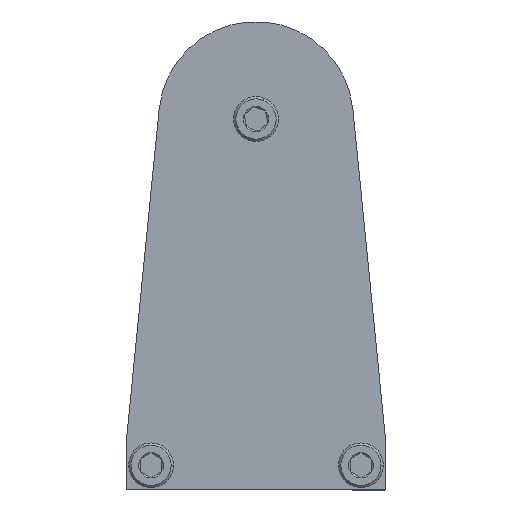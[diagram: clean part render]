
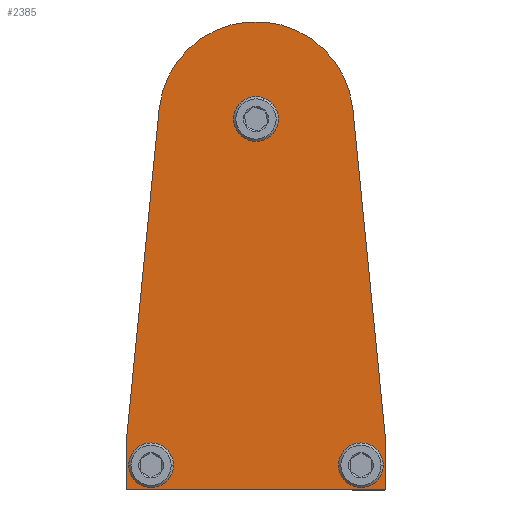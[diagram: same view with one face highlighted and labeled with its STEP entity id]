
A CAD part, front view. The second image highlights one B-rep face of the part: STEP entity #2385.
In plain terms, the highlighted planar face has unit normal (0, -1, 0).
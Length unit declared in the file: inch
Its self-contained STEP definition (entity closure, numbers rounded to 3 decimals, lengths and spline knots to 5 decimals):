
#70 = ORIENTED_EDGE ( 'NONE', *, *, #11968, .F. ) ;
#159 = ORIENTED_EDGE ( 'NONE', *, *, #5961, .T. ) ;
#257 = CIRCLE ( 'NONE', #3514, 0.067 ) ;
#304 = CARTESIAN_POINT ( 'NONE',  ( 0.48961, 0., 0.0484 ) ) ;
#374 = ORIENTED_EDGE ( 'NONE', *, *, #8000, .F. ) ;
#397 = DIRECTION ( 'NONE',  ( 0., 0., -1. ) ) ;
#413 = DIRECTION ( 'NONE',  ( 0., 1., 0. ) ) ;
#820 = CARTESIAN_POINT ( 'NONE',  ( -0.655, 0., -1.8745 ) ) ;
#919 = CARTESIAN_POINT ( 'NONE',  ( 0.53033, 0., -1.7495 ) ) ;
#941 = VERTEX_POINT ( 'NONE', #9369 ) ;
#949 = ORIENTED_EDGE ( 'NONE', *, *, #8762, .T. ) ;
#962 = ORIENTED_EDGE ( 'NONE', *, *, #4237, .T. ) ;
#1060 = DIRECTION ( 'NONE',  ( 0., 1., 0. ) ) ;
#1107 = VECTOR ( 'NONE', #5942, 39.37008 ) ;
#1112 = EDGE_CURVE ( 'NONE', #3583, #5484, #1634, .T. ) ;
#1243 = CARTESIAN_POINT ( 'NONE',  ( 0., 0., 0. ) ) ;
#1550 = DIRECTION ( 'NONE',  ( 0., 1., 0. ) ) ;
#1634 = LINE ( 'NONE', #8946, #11337 ) ;
#1670 = EDGE_CURVE ( 'NONE', #7383, #9351, #9712, .T. ) ;
#1682 = EDGE_LOOP ( 'NONE', ( #5014, #6191 ) ) ;
#1754 = DIRECTION ( 'NONE',  ( 0., 0., 1. ) ) ;
#1808 = DIRECTION ( 'NONE',  ( 0., 0., 1. ) ) ;
#1911 = CARTESIAN_POINT ( 'NONE',  ( 0.655, 0., -1.6245 ) ) ;
#1960 = CARTESIAN_POINT ( 'NONE',  ( -0.53033, 0., -1.8165 ) ) ;
#2209 = ORIENTED_EDGE ( 'NONE', *, *, #10331, .F. ) ;
#2286 = AXIS2_PLACEMENT_3D ( 'NONE', #1243, #12177, #7085 ) ;
#2385 = ADVANCED_FACE ( 'NONE', ( #7293, #9789, #4780, #2609 ), #7254, .F. ) ;
#2609 = FACE_BOUND ( 'NONE', #1682, .T. ) ;
#2685 = EDGE_CURVE ( 'NONE', #7465, #4345, #257, .T. ) ;
#2836 = EDGE_LOOP ( 'NONE', ( #10563, #159 ) ) ;
#3112 = CARTESIAN_POINT ( 'NONE',  ( 0., 0., -0.067 ) ) ;
#3205 = VERTEX_POINT ( 'NONE', #3112 ) ;
#3514 = AXIS2_PLACEMENT_3D ( 'NONE', #919, #413, #397 ) ;
#3583 = VERTEX_POINT ( 'NONE', #7652 ) ;
#3901 = LINE ( 'NONE', #4415, #1107 ) ;
#3971 = DIRECTION ( 'NONE',  ( 0., 0., 1. ) ) ;
#4055 = AXIS2_PLACEMENT_3D ( 'NONE', #11208, #1060, #5478 ) ;
#4093 = CIRCLE ( 'NONE', #10464, 0.067 ) ;
#4237 = EDGE_CURVE ( 'NONE', #941, #9115, #4093, .T. ) ;
#4345 = VERTEX_POINT ( 'NONE', #8828 ) ;
#4415 = CARTESIAN_POINT ( 'NONE',  ( 0.655, 0., -1.6245 ) ) ;
#4435 = AXIS2_PLACEMENT_3D ( 'NONE', #9123, #5276, #3971 ) ;
#4474 = DIRECTION ( 'NONE',  ( 0., 1., 0. ) ) ;
#4780 = FACE_BOUND ( 'NONE', #2836, .T. ) ;
#5014 = ORIENTED_EDGE ( 'NONE', *, *, #2685, .T. ) ;
#5224 = ORIENTED_EDGE ( 'NONE', *, *, #11725, .F. ) ;
#5276 = DIRECTION ( 'NONE',  ( 0., 1., 0. ) ) ;
#5398 = CARTESIAN_POINT ( 'NONE',  ( -0.655, 0., -1.6245 ) ) ;
#5478 = DIRECTION ( 'NONE',  ( 0., 0., 1. ) ) ;
#5484 = VERTEX_POINT ( 'NONE', #5398 ) ;
#5942 = DIRECTION ( 'NONE',  ( 0.098, 0., -0.995 ) ) ;
#5961 = EDGE_CURVE ( 'NONE', #10486, #3205, #7183, .T. ) ;
#5976 = CIRCLE ( 'NONE', #11547, 0.067 ) ;
#6015 = CARTESIAN_POINT ( 'NONE',  ( 0.655, 0., -1.8745 ) ) ;
#6138 = DIRECTION ( 'NONE',  ( 0., 1., 0. ) ) ;
#6191 = ORIENTED_EDGE ( 'NONE', *, *, #10731, .T. ) ;
#6217 = DIRECTION ( 'NONE',  ( 0., 0., -1. ) ) ;
#6218 = DIRECTION ( 'NONE',  ( 0., 0., -1. ) ) ;
#6283 = CARTESIAN_POINT ( 'NONE',  ( 0., 0., 0. ) ) ;
#6412 = CARTESIAN_POINT ( 'NONE',  ( -0.53033, 0., -1.7495 ) ) ;
#6413 = VERTEX_POINT ( 'NONE', #304 ) ;
#6548 = LINE ( 'NONE', #6918, #11246 ) ;
#6833 = DIRECTION ( 'NONE',  ( 0., 0., 1. ) ) ;
#6859 = CIRCLE ( 'NONE', #4435, 0.492 ) ;
#6918 = CARTESIAN_POINT ( 'NONE',  ( -0.655, 0., -1.6245 ) ) ;
#7085 = DIRECTION ( 'NONE',  ( 0., 0., 1. ) ) ;
#7123 = DIRECTION ( 'NONE',  ( 0., 0., 1. ) ) ;
#7154 = EDGE_LOOP ( 'NONE', ( #949, #962 ) ) ;
#7183 = CIRCLE ( 'NONE', #2286, 0.067 ) ;
#7219 = VECTOR ( 'NONE', #6218, 39.37008 ) ;
#7225 = CARTESIAN_POINT ( 'NONE',  ( 0.53033, 0., -1.8165 ) ) ;
#7254 = PLANE ( 'NONE',  #10927 ) ;
#7293 = FACE_BOUND ( 'NONE', #7154, .T. ) ;
#7383 = VERTEX_POINT ( 'NONE', #1911 ) ;
#7465 = VERTEX_POINT ( 'NONE', #7225 ) ;
#7652 = CARTESIAN_POINT ( 'NONE',  ( -0.655, 0., -1.8745 ) ) ;
#7659 = DIRECTION ( 'NONE',  ( 0., 1., 0. ) ) ;
#7937 = CARTESIAN_POINT ( 'NONE',  ( 0.655, 0., -1.8745 ) ) ;
#8000 = EDGE_CURVE ( 'NONE', #11844, #6413, #6859, .T. ) ;
#8119 = AXIS2_PLACEMENT_3D ( 'NONE', #8125, #6138, #1754 ) ;
#8125 = CARTESIAN_POINT ( 'NONE',  ( -0.53033, 0., -1.7495 ) ) ;
#8435 = DIRECTION ( 'NONE',  ( 0.098, 0., 0.995 ) ) ;
#8559 = LINE ( 'NONE', #820, #11104 ) ;
#8673 = ORIENTED_EDGE ( 'NONE', *, *, #1112, .F. ) ;
#8762 = EDGE_CURVE ( 'NONE', #9115, #941, #10102, .T. ) ;
#8828 = CARTESIAN_POINT ( 'NONE',  ( 0.53033, 0., -1.6825 ) ) ;
#8946 = CARTESIAN_POINT ( 'NONE',  ( -0.655, 0., -1.6245 ) ) ;
#9115 = VERTEX_POINT ( 'NONE', #1960 ) ;
#9123 = CARTESIAN_POINT ( 'NONE',  ( 0., 0., 0. ) ) ;
#9351 = VERTEX_POINT ( 'NONE', #6015 ) ;
#9369 = CARTESIAN_POINT ( 'NONE',  ( -0.53033, 0., -1.6825 ) ) ;
#9602 = ORIENTED_EDGE ( 'NONE', *, *, #1670, .F. ) ;
#9624 = CARTESIAN_POINT ( 'NONE',  ( 0., 0., 0.067 ) ) ;
#9712 = LINE ( 'NONE', #7937, #7219 ) ;
#9789 = FACE_OUTER_BOUND ( 'NONE', #9808, .T. ) ;
#9808 = EDGE_LOOP ( 'NONE', ( #8673, #2209, #9602, #5224, #374, #70 ) ) ;
#9856 = EDGE_CURVE ( 'NONE', #3205, #10486, #9940, .T. ) ;
#9940 = CIRCLE ( 'NONE', #4055, 0.067 ) ;
#10102 = CIRCLE ( 'NONE', #8119, 0.067 ) ;
#10331 = EDGE_CURVE ( 'NONE', #9351, #3583, #8559, .T. ) ;
#10464 = AXIS2_PLACEMENT_3D ( 'NONE', #6412, #4474, #7123 ) ;
#10486 = VERTEX_POINT ( 'NONE', #9624 ) ;
#10563 = ORIENTED_EDGE ( 'NONE', *, *, #9856, .T. ) ;
#10639 = CARTESIAN_POINT ( 'NONE',  ( 0.53033, 0., -1.7495 ) ) ;
#10731 = EDGE_CURVE ( 'NONE', #4345, #7465, #5976, .T. ) ;
#10880 = CARTESIAN_POINT ( 'NONE',  ( -0.48961, 0., 0.0484 ) ) ;
#10927 = AXIS2_PLACEMENT_3D ( 'NONE', #6283, #7659, #1808 ) ;
#11044 = DIRECTION ( 'NONE',  ( -1., 0., 0. ) ) ;
#11104 = VECTOR ( 'NONE', #11044, 39.37008 ) ;
#11208 = CARTESIAN_POINT ( 'NONE',  ( 0., 0., 0. ) ) ;
#11246 = VECTOR ( 'NONE', #8435, 39.37008 ) ;
#11337 = VECTOR ( 'NONE', #6833, 39.37008 ) ;
#11547 = AXIS2_PLACEMENT_3D ( 'NONE', #10639, #1550, #6217 ) ;
#11725 = EDGE_CURVE ( 'NONE', #6413, #7383, #3901, .T. ) ;
#11844 = VERTEX_POINT ( 'NONE', #10880 ) ;
#11968 = EDGE_CURVE ( 'NONE', #5484, #11844, #6548, .T. ) ;
#12177 = DIRECTION ( 'NONE',  ( 0., 1., 0. ) ) ;
